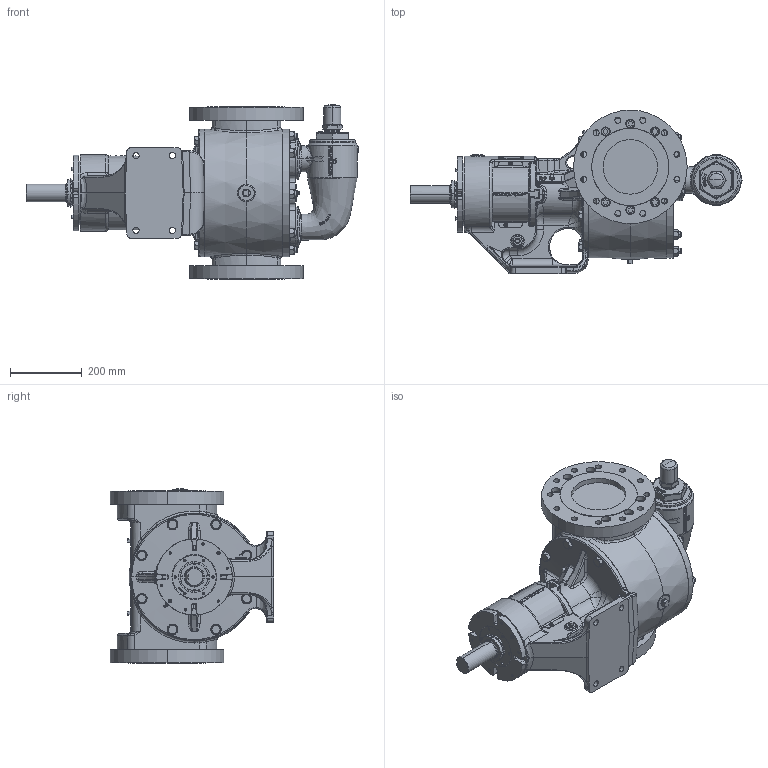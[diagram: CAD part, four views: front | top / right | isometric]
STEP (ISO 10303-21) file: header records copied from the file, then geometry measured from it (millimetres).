
FILE_DESCRIPTION (( 'STEP AP214' ), '1' );
FILE_NAME ('QV-2231.STEP', '2024-04-17T13:50:58', ( '' ), ( '' ), 'SwSTEP 2.0', 'SolidWorks 2022', '' );
FILE_SCHEMA (( 'AUTOMOTIVE_DESIGN' ));
Length unit declared in the file: inch
Products named in the file (1): QV-2231
Bounding box: 928.05 x 457.2 x 488.15 mm (x, y, z)
Volume: 48787932.4 mm3; surface area: 1762492.9 mm2
Topology: 1 solids, 1 shells, 5015 faces, 12884 edges, 8118 vertices
Faces by surface type: plane 1770, bspline 1726, cylinder 767, cone 555, torus 138, sphere 59
Entity records: 313762 total; most frequent: CARTESIAN_POINT 152278, ORIENTED_EDGE 25524, DIRECTION 17309, EDGE_CURVE 12762, VERTEX_POINT 8115, AXIS2_PLACEMENT_3D 5945, EDGE_LOOP 5451, VECTOR 5419
